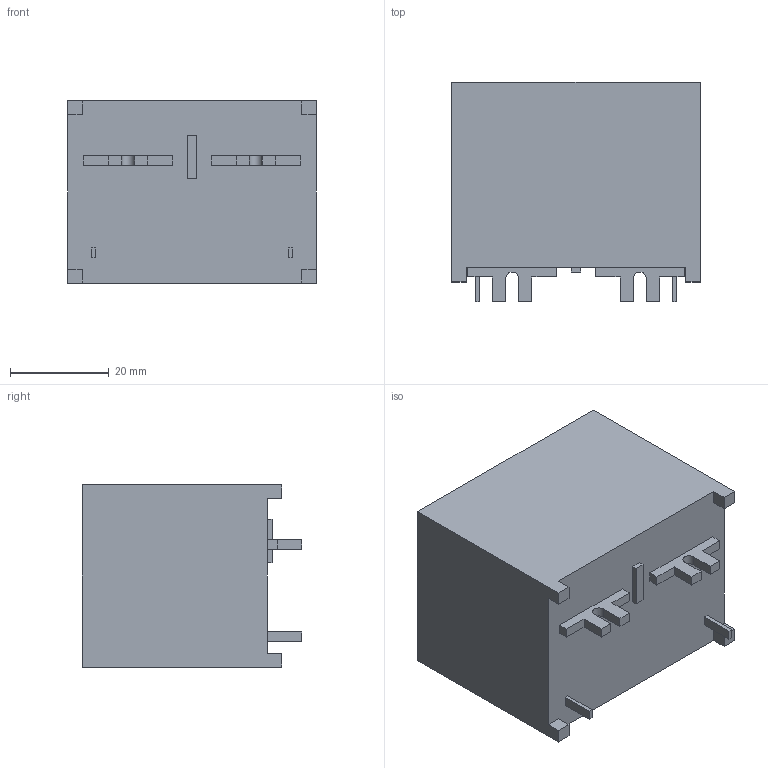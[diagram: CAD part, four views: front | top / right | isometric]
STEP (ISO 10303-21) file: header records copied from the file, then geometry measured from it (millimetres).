
FILE_DESCRIPTION (( 'STEP AP214' ), '1' );
FILE_NAME ('G7EB_1A.step', '2019-09-24T00:58:08', ( 'OSMC1.0 ' ), ( ' ' ), 'SwSTEP 2.0', 'SolidWorks 2002025', '' );
FILE_SCHEMA (( 'AUTOMOTIVE_DESIGN' ));
Length unit declared in the file: millimetre
Products named in the file (1): G7EB_1A
Bounding box: 50.5 x 44.5 x 37 mm (x, y, z)
Volume: 70454.1 mm3; surface area: 10882.7 mm2
Topology: 1 solids, 1 shells, 59 faces, 156 edges, 104 vertices
Faces by surface type: plane 57, cylinder 2
Entity records: 2180 total; most frequent: CARTESIAN_POINT 320, ORIENTED_EDGE 312, DIRECTION 280, EDGE_CURVE 156, LINE 152, VECTOR 152, VERTEX_POINT 104, EDGE_LOOP 64
